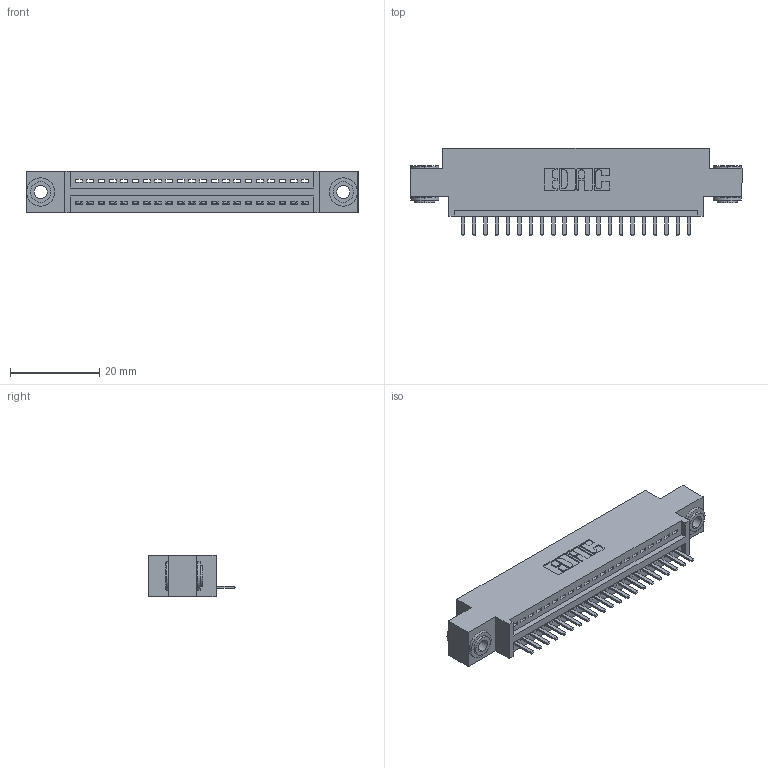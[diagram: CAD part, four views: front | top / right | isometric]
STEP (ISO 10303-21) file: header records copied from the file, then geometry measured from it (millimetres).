
FILE_DESCRIPTION (( 'STEP AP203' ), '1' );
FILE_NAME ('395-021-520-603.STEP', '2018-11-07T21:07:33', ( '' ), ( '' ), 'SwSTEP 2.0', 'SolidWorks 2016', '' );
FILE_SCHEMA (( 'CONFIG_CONTROL_DESIGN' ));
Length unit declared in the file: inch
Products named in the file (4): 395-021-520-603; 345-250-002_345-250-002-102; 345-292-001_345-293-120; 345 Part_0.170 Offset - 0.156 Dia-TH
Assembly tree (24 placements, depth 2):
  395-021-520-603
    345 Part_0.170 Offset - 0.156 Dia-TH
    345-292-001_345-293-120  x21
    345-250-002_345-250-002-102  x2
Bounding box: 74.55 x 19.68 x 9.4 mm (x, y, z)
Volume: 6754.3 mm3; surface area: 8833.9 mm2
Topology: 24 solids, 24 shells, 1470 faces, 4293 edges, 2802 vertices
Faces by surface type: plane 976, cylinder 486, cone 8
Entity records: 19528 total; most frequent: CARTESIAN_POINT 3374, ORIENTED_EDGE 3310, DIRECTION 2995, EDGE_CURVE 1655, LINE 1411, VECTOR 1411, VERTEX_POINT 1098, AXIS2_PLACEMENT_3D 792
